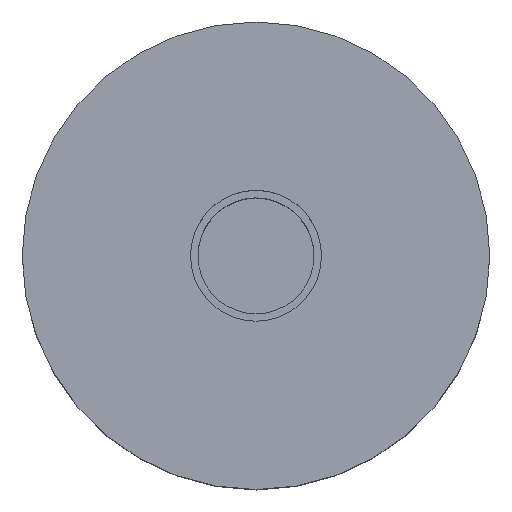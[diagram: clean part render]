
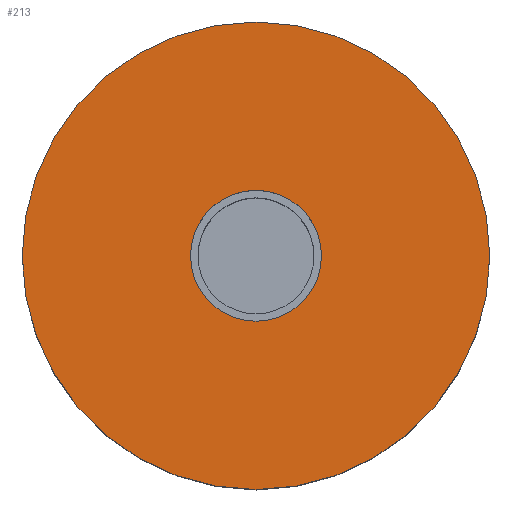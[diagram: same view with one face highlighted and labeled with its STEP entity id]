
A CAD part, top view. The second image highlights one B-rep face of the part: STEP entity #213.
In plain terms, the highlighted planar face has unit normal (0, 0, 1).
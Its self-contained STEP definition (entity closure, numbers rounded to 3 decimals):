
#41=CIRCLE('',#229,12.5);
#45=CIRCLE('',#236,3.5);
#63=VERTEX_POINT('',#328);
#67=VERTEX_POINT('',#339);
#104=EDGE_CURVE('',#63,#63,#41,.T.);
#108=EDGE_CURVE('',#67,#67,#45,.T.);
#149=ORIENTED_EDGE('',*,*,#108,.T.);
#150=ORIENTED_EDGE('',*,*,#104,.F.);
#173=EDGE_LOOP('',(#149));
#174=EDGE_LOOP('',(#150));
#197=FACE_BOUND('',#173,.T.);
#198=FACE_BOUND('',#174,.T.);
#213=ADVANCED_FACE('',(#197,#198),#349,.T.);
#229=AXIS2_PLACEMENT_3D('',#327,#273,#274);
#236=AXIS2_PLACEMENT_3D('',#338,#286,#287);
#238=AXIS2_PLACEMENT_3D('',#341,#289,$);
#273=DIRECTION('',(0.,0.,-1.));
#274=DIRECTION('',(12.5,0.,0.));
#286=DIRECTION('',(0.,0.,-1.));
#287=DIRECTION('',(3.5,0.,0.));
#289=DIRECTION('',(0.,0.,1.));
#327=CARTESIAN_POINT('',(0.,0.,15.));
#328=CARTESIAN_POINT('',(12.5,0.,15.));
#338=CARTESIAN_POINT('',(0.,0.,15.));
#339=CARTESIAN_POINT('',(3.5,0.,15.));
#341=CARTESIAN_POINT('',(0.,0.,15.));
#349=PLANE('',#238);
